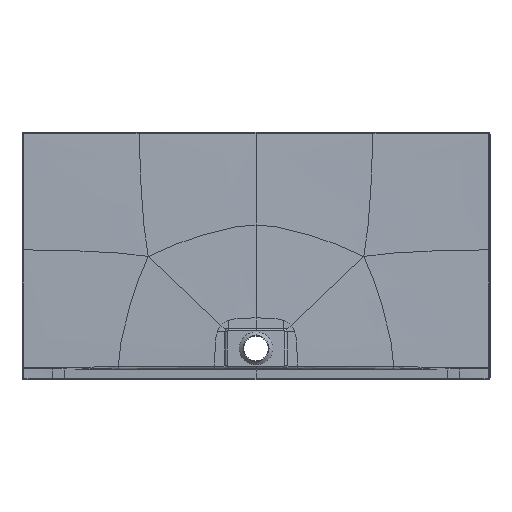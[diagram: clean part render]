
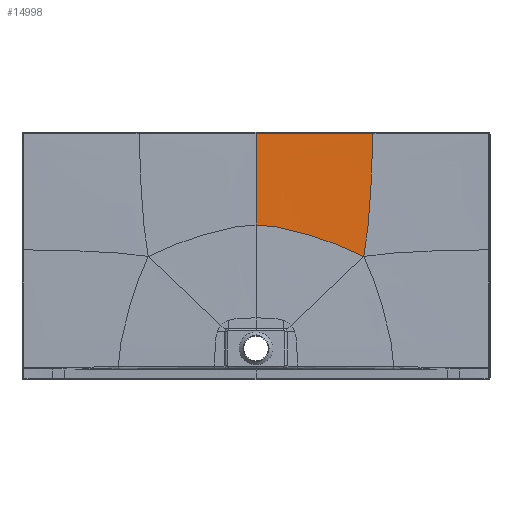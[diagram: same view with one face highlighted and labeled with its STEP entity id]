
A CAD part, front view. The second image highlights one B-rep face of the part: STEP entity #14998.
In plain terms, the highlighted free-form (B-spline) face has degree [3, 3] with [8, 10] control points.
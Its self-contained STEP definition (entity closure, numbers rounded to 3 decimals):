
#3248=CARTESIAN_POINT('',(391.353,-9.319,448.366));
#3250=CARTESIAN_POINT('',(0.,-10.899,
562.57));
#3251=CARTESIAN_POINT('',(26.598,-10.899,562.57));
#3252=CARTESIAN_POINT('',(83.509,-10.785,555.921));
#3253=CARTESIAN_POINT('',(177.905,-10.418,531.693));
#3254=CARTESIAN_POINT('',(263.007,-10.056,503.995));
#3255=CARTESIAN_POINT('',(335.13,-9.688,475.462));
#3256=CARTESIAN_POINT('',(372.464,-9.453,458.035));
#3257=CARTESIAN_POINT('',(391.353,-9.319,448.366));
#3891=CARTESIAN_POINT('',(424.993,-3.052,894.979));
#3914=CARTESIAN_POINT('',(0.002,-3.119,
894.953));
#3915=CARTESIAN_POINT('',(13.114,-3.119,894.953));
#3916=CARTESIAN_POINT('',(41.086,-3.118,894.953));
#3917=CARTESIAN_POINT('',(87.784,-3.115,894.955));
#3918=CARTESIAN_POINT('',(140.777,-3.108,894.957));
#3919=CARTESIAN_POINT('',(200.686,-3.099,894.961));
#3920=CARTESIAN_POINT('',(268.284,-3.086,894.966));
#3921=CARTESIAN_POINT('',(343.051,-3.07,894.972));
#3922=CARTESIAN_POINT('',(396.962,-3.058,894.977));
#3923=CARTESIAN_POINT('',(424.993,-3.052,894.979));
#3925=CARTESIAN_POINT('',(424.993,-3.052,894.979));
#3926=CARTESIAN_POINT('',(424.907,-3.371,864.739));
#3927=CARTESIAN_POINT('',(423.104,-4.141,801.575));
#3928=CARTESIAN_POINT('',(418.633,-5.346,715.581));
#3929=CARTESIAN_POINT('',(413.797,-6.45,638.212));
#3930=CARTESIAN_POINT('',(408.993,-7.337,576.631));
#3931=CARTESIAN_POINT('',(403.221,-8.131,523.179));
#3932=CARTESIAN_POINT('',(397.024,-8.799,480.233));
#3933=CARTESIAN_POINT('',(393.344,-9.144,458.925));
#3934=CARTESIAN_POINT('',(391.353,-9.319,448.366));
#3936=DIRECTION('',(0.,-0.023,-1.));
#3937=VECTOR('',#3936,332.474);
#3938=CARTESIAN_POINT('',(0.002,-3.119,
894.953));
#3939=LINE('',#3938,#3937);
#4459=VERTEX_POINT('',#3248);
#4572=VERTEX_POINT('',#3891);
#4594=CARTESIAN_POINT('',(0.,-10.899,
562.57));
#4596=VERTEX_POINT('',#4594);
#4597=CARTESIAN_POINT('',(0.002,-3.119,
894.953));
#4598=VERTEX_POINT('',#4597);
#14909=CARTESIAN_POINT('',(-4.35,-3.024,
899.024));
#14910=CARTESIAN_POINT('',(-4.349,-3.674,
871.248));
#14911=CARTESIAN_POINT('',(-4.262,-4.982,
815.345));
#14912=CARTESIAN_POINT('',(-3.992,-6.62,
745.379));
#14913=CARTESIAN_POINT('',(-3.737,-7.936,
689.126));
#14914=CARTESIAN_POINT('',(-3.548,-8.924,
646.936));
#14915=CARTESIAN_POINT('',(-3.408,-9.747,
611.776));
#14916=CARTESIAN_POINT('',(-3.312,-10.428,
582.674));
#14917=CARTESIAN_POINT('',(-3.27,-10.78,
567.635));
#14918=CARTESIAN_POINT('',(-3.25,-10.967,
559.628));
#14919=CARTESIAN_POINT('',(32.517,-3.024,
899.025));
#14920=CARTESIAN_POINT('',(32.509,-3.675,
871.253));
#14921=CARTESIAN_POINT('',(31.862,-4.985,
815.365));
#14922=CARTESIAN_POINT('',(29.827,-6.625,
745.438));
#14923=CARTESIAN_POINT('',(27.903,-7.942,
689.239));
#14924=CARTESIAN_POINT('',(26.474,-8.93,
647.099));
#14925=CARTESIAN_POINT('',(25.418,-9.752,
611.99));
#14926=CARTESIAN_POINT('',(24.686,-10.433,
582.93));
#14927=CARTESIAN_POINT('',(24.366,-10.785,
567.913));
#14928=CARTESIAN_POINT('',(24.214,-10.972,
559.917));
#14929=CARTESIAN_POINT('',(104.8,-3.023,
899.018));
#14930=CARTESIAN_POINT('',(104.777,-3.651,
871.127));
#14931=CARTESIAN_POINT('',(102.772,-4.917,
814.915));
#14932=CARTESIAN_POINT('',(96.755,-6.512,
744.07));
#14933=CARTESIAN_POINT('',(91.381,-7.81,
686.632));
#14934=CARTESIAN_POINT('',(87.573,-8.793,
643.312));
#14935=CARTESIAN_POINT('',(84.927,-9.62,
607.055));
#14936=CARTESIAN_POINT('',(83.18,-10.311,
577.011));
#14937=CARTESIAN_POINT('',(82.441,-10.669,
561.491));
#14938=CARTESIAN_POINT('',(82.091,-10.86,
553.235));
#14939=CARTESIAN_POINT('',(212.499,-3.02,
898.994));
#14940=CARTESIAN_POINT('',(212.461,-3.561,
870.732));
#14941=CARTESIAN_POINT('',(209.065,-4.668,
813.488));
#14942=CARTESIAN_POINT('',(199.377,-6.12,
739.412));
#14943=CARTESIAN_POINT('',(191.186,-7.358,
677.409));
#14944=CARTESIAN_POINT('',(185.612,-8.329,
629.647));
#14945=CARTESIAN_POINT('',(181.875,-9.179,
588.985));
#14946=CARTESIAN_POINT('',(179.373,-9.905,
555.103));
#14947=CARTESIAN_POINT('',(178.257,-10.287,
537.59));
#14948=CARTESIAN_POINT('',(177.699,-10.493,
528.296));
#14949=CARTESIAN_POINT('',(301.041,-3.017,
898.959));
#14950=CARTESIAN_POINT('',(301.002,-3.467,870.065));
#14951=CARTESIAN_POINT('',(297.521,-4.425,
811.275));
#14952=CARTESIAN_POINT('',(287.879,-5.764,
733.285));
#14953=CARTESIAN_POINT('',(279.657,-6.955,
666.101));
#14954=CARTESIAN_POINT('',(273.801,-7.915,
613.42));
#14955=CARTESIAN_POINT('',(269.326,-8.775,
568.01));
#14956=CARTESIAN_POINT('',(265.66,-9.523,
530.102));
#14957=CARTESIAN_POINT('',(263.706,-9.92,
510.561));
#14958=CARTESIAN_POINT('',(262.609,-10.134,
500.212));
#14959=CARTESIAN_POINT('',(373.018,-3.014,
898.906));
#14960=CARTESIAN_POINT('',(372.989,-3.391,
868.834));
#14961=CARTESIAN_POINT('',(370.267,-4.243,
807.47));
#14962=CARTESIAN_POINT('',(362.979,-5.514,
724.768));
#14963=CARTESIAN_POINT('',(356.318,-6.662,
652.224));
#14964=CARTESIAN_POINT('',(350.91,-7.593,
594.758));
#14965=CARTESIAN_POINT('',(345.702,-8.43,
544.948));
#14966=CARTESIAN_POINT('',(340.525,-9.16,
503.456));
#14967=CARTESIAN_POINT('',(337.427,-9.549,
482.126));
#14968=CARTESIAN_POINT('',(335.651,-9.759,
470.892));
#14969=CARTESIAN_POINT('',(409.579,-3.013,
898.866));
#14970=CARTESIAN_POINT('',(409.557,-3.354,
867.861));
#14971=CARTESIAN_POINT('',(407.459,-4.156,
804.517));
#14972=CARTESIAN_POINT('',(402.041,-5.396,
718.648));
#14973=CARTESIAN_POINT('',(396.629,-6.515,
642.817));
#14974=CARTESIAN_POINT('',(391.634,-7.419,
582.527));
#14975=CARTESIAN_POINT('',(386.037,-8.228,
530.212));
#14976=CARTESIAN_POINT('',(379.976,-8.932,
486.677));
#14977=CARTESIAN_POINT('',(376.274,-9.309,
464.382));
#14978=CARTESIAN_POINT('',(374.087,-9.512,
452.597));
#14979=CARTESIAN_POINT('',(428.431,-3.012,
898.841));
#14980=CARTESIAN_POINT('',(428.414,-3.335,
867.247));
#14981=CARTESIAN_POINT('',(426.675,-4.113,
802.661));
#14982=CARTESIAN_POINT('',(422.323,-5.334,
714.906));
#14983=CARTESIAN_POINT('',(417.615,-6.435,
637.197));
#14984=CARTESIAN_POINT('',(412.853,-7.319,
575.331));
#14985=CARTESIAN_POINT('',(407.042,-8.109,
521.628));
#14986=CARTESIAN_POINT('',(400.551,-8.798,
476.992));
#14987=CARTESIAN_POINT('',(396.512,-9.167,
454.115));
#14988=CARTESIAN_POINT('',(394.168,-9.366,
442.076));
#14989=B_SPLINE_SURFACE_WITH_KNOTS('',3,3,((#14909,#14910,#14911,#14912,#14913,
#14914,#14915,#14916,#14917,#14918),(#14919,#14920,#14921,#14922,#14923,#14924,
#14925,#14926,#14927,#14928),(#14929,#14930,#14931,#14932,#14933,#14934,#14935,
#14936,#14937,#14938),(#14939,#14940,#14941,#14942,#14943,#14944,#14945,#14946,
#14947,#14948),(#14949,#14950,#14951,#14952,#14953,#14954,#14955,#14956,#14957,
#14958),(#14959,#14960,#14961,#14962,#14963,#14964,#14965,#14966,#14967,#14968),
(#14969,#14970,#14971,#14972,#14973,#14974,#14975,#14976,#14977,#14978),(#14979,
#14980,#14981,#14982,#14983,#14984,#14985,#14986,#14987,#14988)),.UNSPECIFIED.,
.F.,.F.,.F.,(4,1,1,1,1,4),(4,1,1,1,1,1,1,4),(-0.005,0.125,0.25,
0.375,0.438,0.504),(0.002,0.125,0.25,0.313,
0.375,0.438,0.469,0.504),.UNSPECIFIED.);
#14991=ORIENTED_EDGE('',*,*,#14990,.F.);
#14993=ORIENTED_EDGE('',*,*,#14992,.T.);
#14994=ORIENTED_EDGE('',*,*,#14900,.T.);
#14995=ORIENTED_EDGE('',*,*,#13363,.F.);
#14996=EDGE_LOOP('',(#14991,#14993,#14994,#14995));
#14997=FACE_OUTER_BOUND('',#14996,.F.);
#14998=ADVANCED_FACE('',(#14997),#14989,.F.);
#3258=B_SPLINE_CURVE_WITH_KNOTS('',3,(#3250,#3251,#3252,#3253,#3254,#3255,#3256,
#3257),.UNSPECIFIED.,.F.,.F.,(4,1,1,1,1,4),(0.,0.25,0.5,0.75,0.875,
1.),.UNSPECIFIED.);
#3924=B_SPLINE_CURVE_WITH_KNOTS('',3,(#3914,#3915,#3916,#3917,#3918,#3919,#3920,
#3921,#3922,#3923),.UNSPECIFIED.,.F.,.F.,(4,1,1,1,1,1,1,4),(0.,
0.143,0.286,0.429,0.571,
0.714,0.857,1.),.UNSPECIFIED.);
#3935=B_SPLINE_CURVE_WITH_KNOTS('',3,(#3925,#3926,#3927,#3928,#3929,#3930,#3931,
#3932,#3933,#3934),.UNSPECIFIED.,.F.,.F.,(4,1,1,1,1,1,1,4),(0.,
0.24,0.493,0.62,0.747,
0.873,0.937,1.),.UNSPECIFIED.);
#13363=EDGE_CURVE('',#4596,#4459,#3258,.T.);
#14900=EDGE_CURVE('',#4572,#4459,#3935,.T.);
#14990=EDGE_CURVE('',#4598,#4596,#3939,.T.);
#14992=EDGE_CURVE('',#4598,#4572,#3924,.T.);
